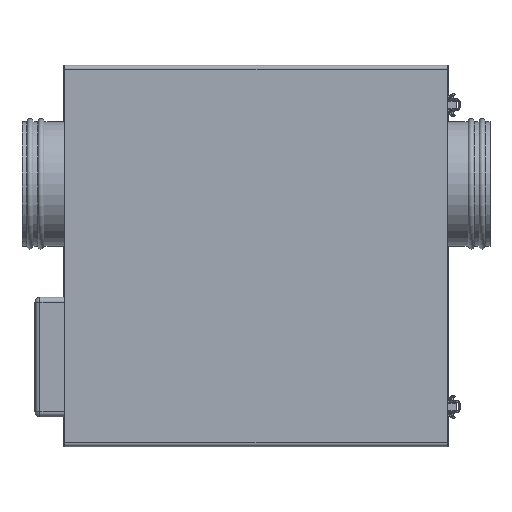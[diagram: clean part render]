
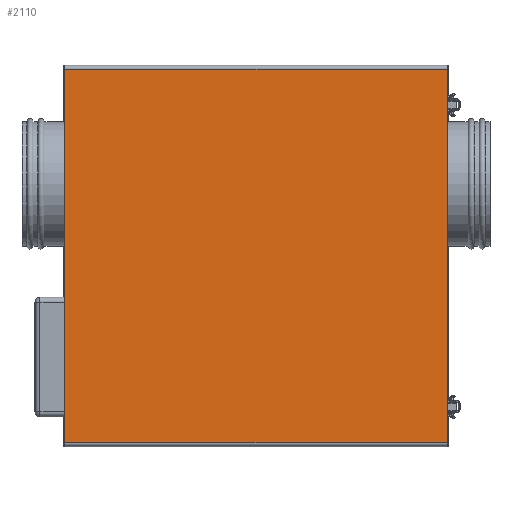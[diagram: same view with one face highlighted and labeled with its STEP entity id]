
A CAD part, front view. The second image highlights one B-rep face of the part: STEP entity #2110.
In plain terms, the highlighted planar face has unit normal (0, -1, 0).
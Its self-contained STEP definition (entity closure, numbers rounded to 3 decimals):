
#2000 = ORIENTED_EDGE ( 'NONE', *, *, #2001, .F. ) ;
#2001 = EDGE_CURVE ( 'NONE', #2025, #3227, #5914, .T. ) ;
#2025 = VERTEX_POINT ( 'NONE', #6194 ) ;
#2026 = ORIENTED_EDGE ( 'NONE', *, *, #2027, .T. ) ;
#2027 = EDGE_CURVE ( 'NONE', #2025, #2114, #6090, .T. ) ;
#2110 = ADVANCED_FACE ( 'NONE', ( #6224 ), #6386, .F. ) ;
#2111 = EDGE_LOOP ( 'NONE', ( #2112, #2115, #2000, #2026 ) ) ;
#2112 = ORIENTED_EDGE ( 'NONE', *, *, #2113, .T. ) ;
#2113 = EDGE_CURVE ( 'NONE', #2114, #3507, #6385, .T. ) ;
#2114 = VERTEX_POINT ( 'NONE', #6377 ) ;
#2115 = ORIENTED_EDGE ( 'NONE', *, *, #3229, .T. ) ;
#3227 = VERTEX_POINT ( 'NONE', #9933 ) ;
#3229 = EDGE_CURVE ( 'NONE', #3507, #3227, #10010, .T. ) ;
#3507 = VERTEX_POINT ( 'NONE', #10673 ) ;
#5910 = DIRECTION ( 'NONE',  ( -1., 0., 0. ) ) ;
#5911 = VECTOR ( 'NONE', #5910, 1000. ) ;
#5912 = CARTESIAN_POINT ( 'NONE',  ( -192., 0., 3.737 ) ) ;
#5914 = LINE ( 'NONE', #5912, #5911 ) ;
#6087 = DIRECTION ( 'NONE',  ( 0., 0., 1. ) ) ;
#6088 = VECTOR ( 'NONE', #6087, 1000. ) ;
#6089 = CARTESIAN_POINT ( 'NONE',  ( 192., 0., 383. ) ) ;
#6090 = LINE ( 'NONE', #6089, #6088 ) ;
#6194 = CARTESIAN_POINT ( 'NONE',  ( 192., 0., 3.737 ) ) ;
#6224 = FACE_OUTER_BOUND ( 'NONE', #2111, .T. ) ;
#6377 = CARTESIAN_POINT ( 'NONE',  ( 192., 0., 379.263 ) ) ;
#6378 = DIRECTION ( 'NONE',  ( -1., 0., 0. ) ) ;
#6379 = VECTOR ( 'NONE', #6378, 1000. ) ;
#6380 = CARTESIAN_POINT ( 'NONE',  ( 192., 0., 379.263 ) ) ;
#6381 = DIRECTION ( 'NONE',  ( 0., 0., 1. ) ) ;
#6382 = DIRECTION ( 'NONE',  ( 0., 1., 0. ) ) ;
#6383 = CARTESIAN_POINT ( 'NONE',  ( -192., 0., 383. ) ) ;
#6384 = AXIS2_PLACEMENT_3D ( 'NONE', #6383, #6382, #6381 ) ;
#6385 = LINE ( 'NONE', #6380, #6379 ) ;
#6386 = PLANE ( 'NONE',  #6384 ) ;
#9933 = CARTESIAN_POINT ( 'NONE',  ( -192., 0., 3.737 ) ) ;
#10007 = DIRECTION ( 'NONE',  ( 0., 0., -1. ) ) ;
#10008 = VECTOR ( 'NONE', #10007, 1000. ) ;
#10009 = CARTESIAN_POINT ( 'NONE',  ( -192., 0., 383. ) ) ;
#10010 = LINE ( 'NONE', #10009, #10008 ) ;
#10673 = CARTESIAN_POINT ( 'NONE',  ( -192., 0., 379.263 ) ) ;
